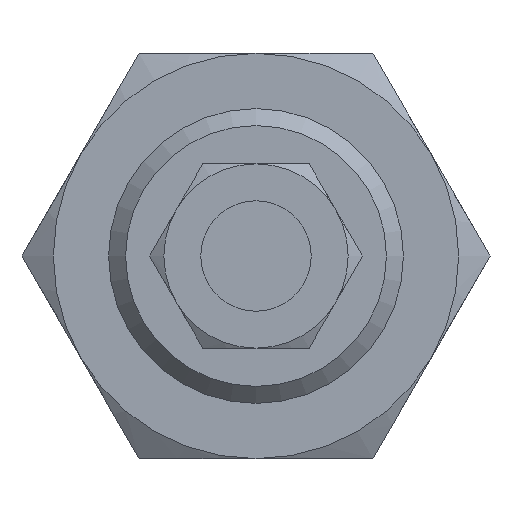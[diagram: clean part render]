
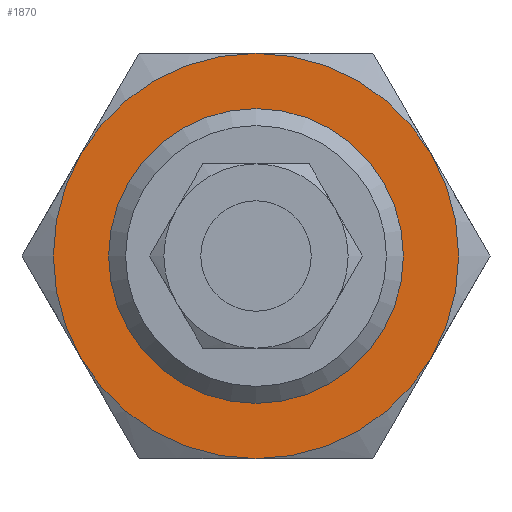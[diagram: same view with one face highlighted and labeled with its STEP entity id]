
A CAD part, left-side view. The second image highlights one B-rep face of the part: STEP entity #1870.
In plain terms, the highlighted planar face has unit normal (-1, 0, 0).
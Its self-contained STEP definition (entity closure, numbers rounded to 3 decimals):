
#257=PLANE('',#2093);
#344=CIRCLE('',#2082,8.);
#345=CIRCLE('',#2084,11.);
#346=CIRCLE('',#2086,11.);
#347=CIRCLE('',#2088,11.);
#348=CIRCLE('',#2090,11.);
#349=CIRCLE('',#2092,11.);
#350=CIRCLE('',#2094,11.);
#736=ORIENTED_EDGE('',*,*,#1082,.F.);
#737=ORIENTED_EDGE('',*,*,#1081,.F.);
#738=ORIENTED_EDGE('',*,*,#1080,.F.);
#739=ORIENTED_EDGE('',*,*,#1083,.F.);
#740=ORIENTED_EDGE('',*,*,#1079,.F.);
#741=ORIENTED_EDGE('',*,*,#1078,.F.);
#742=ORIENTED_EDGE('',*,*,#1077,.T.);
#1077=EDGE_CURVE('',#1289,#1289,#344,.T.);
#1078=EDGE_CURVE('',#1278,#1275,#345,.T.);
#1079=EDGE_CURVE('',#1275,#1285,#346,.T.);
#1080=EDGE_CURVE('',#1284,#1282,#347,.T.);
#1081=EDGE_CURVE('',#1282,#1280,#348,.T.);
#1082=EDGE_CURVE('',#1280,#1278,#349,.T.);
#1083=EDGE_CURVE('',#1285,#1284,#350,.T.);
#1275=VERTEX_POINT('',#3197);
#1278=VERTEX_POINT('',#3211);
#1280=VERTEX_POINT('',#3223);
#1282=VERTEX_POINT('',#3235);
#1284=VERTEX_POINT('',#3247);
#1285=VERTEX_POINT('',#3258);
#1289=VERTEX_POINT('',#3273);
#1526=EDGE_LOOP('',(#736,#737,#738,#739,#740,#741));
#1527=EDGE_LOOP('',(#742));
#1699=FACE_BOUND('',#1526,.T.);
#1700=FACE_BOUND('',#1527,.T.);
#1870=ADVANCED_FACE('',(#1699,#1700),#257,.F.);
#2082=AXIS2_PLACEMENT_3D('',#3272,#2518,#2519);
#2084=AXIS2_PLACEMENT_3D('',#3275,#2522,#2523);
#2086=AXIS2_PLACEMENT_3D('',#3277,#2526,#2527);
#2088=AXIS2_PLACEMENT_3D('',#3279,#2530,#2531);
#2090=AXIS2_PLACEMENT_3D('',#3281,#2534,#2535);
#2092=AXIS2_PLACEMENT_3D('',#3283,#2538,#2539);
#2093=AXIS2_PLACEMENT_3D('',#3284,#2540,#2541);
#2094=AXIS2_PLACEMENT_3D('',#3285,#2542,#2543);
#2518=DIRECTION('',(1.,0.,0.));
#2519=DIRECTION('',(0.,0.,-1.));
#2522=DIRECTION('',(1.,0.,0.));
#2523=DIRECTION('',(0.,0.,-1.));
#2526=DIRECTION('',(1.,0.,0.));
#2527=DIRECTION('',(0.,0.,-1.));
#2530=DIRECTION('',(1.,0.,0.));
#2531=DIRECTION('',(0.,0.,-1.));
#2534=DIRECTION('',(1.,0.,0.));
#2535=DIRECTION('',(0.,0.,-1.));
#2538=DIRECTION('',(1.,0.,0.));
#2539=DIRECTION('',(0.,0.,-1.));
#2540=DIRECTION('',(1.,0.,0.));
#2541=DIRECTION('',(0.,0.,-1.));
#2542=DIRECTION('',(1.,0.,0.));
#2543=DIRECTION('',(0.,0.,-1.));
#3197=CARTESIAN_POINT('',(-10.,0.,11.));
#3211=CARTESIAN_POINT('',(-10.,9.526,5.5));
#3223=CARTESIAN_POINT('',(-10.,9.526,-5.5));
#3235=CARTESIAN_POINT('',(-10.,0.,-11.));
#3247=CARTESIAN_POINT('',(-10.,-9.526,-5.5));
#3258=CARTESIAN_POINT('',(-10.,-9.526,5.5));
#3272=CARTESIAN_POINT('',(-10.,0.,0.));
#3273=CARTESIAN_POINT('',(-10.,0.,-8.));
#3275=CARTESIAN_POINT('',(-10.,0.,0.));
#3277=CARTESIAN_POINT('',(-10.,0.,0.));
#3279=CARTESIAN_POINT('',(-10.,0.,0.));
#3281=CARTESIAN_POINT('',(-10.,0.,0.));
#3283=CARTESIAN_POINT('',(-10.,0.,0.));
#3284=CARTESIAN_POINT('',(-10.,0.,0.));
#3285=CARTESIAN_POINT('',(-10.,0.,0.));
